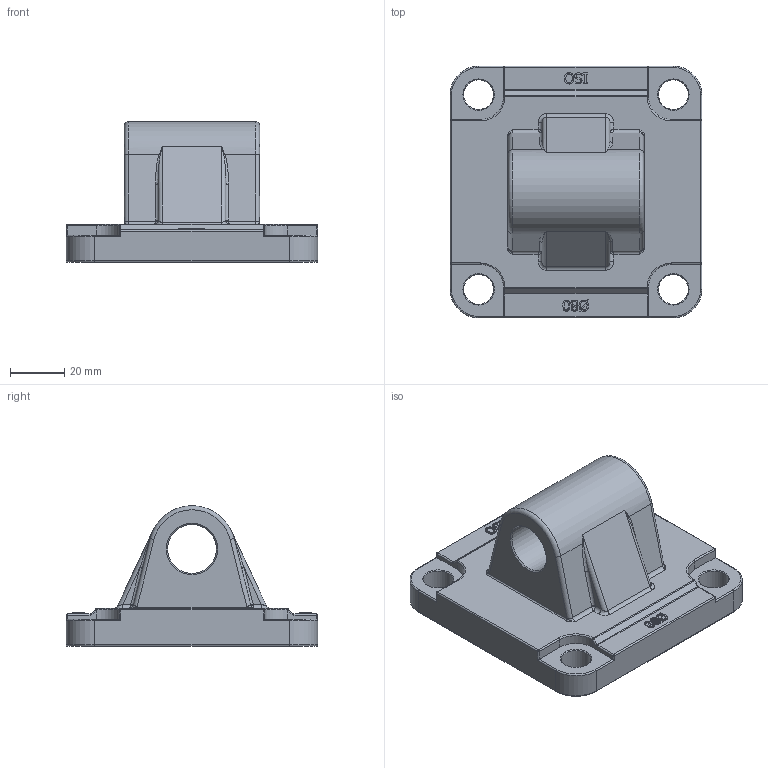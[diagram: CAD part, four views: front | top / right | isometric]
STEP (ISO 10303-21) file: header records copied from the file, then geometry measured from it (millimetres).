
FILE_DESCRIPTION((''),'2;1');
FILE_NAME('CMI080.stp','2014-12-18T16:22:54',('carlo.corazza'),(''),'Autodesk Inventor 2012','Autodesk Inventor 2012','');
FILE_SCHEMA(('AUTOMOTIVE_DESIGN { 1 0 10303 214 1 1 1 1 }'));
Length unit declared in the file: millimetre
Products named in the file (1): CMI080
Bounding box: 93 x 93 x 52 mm (x, y, z)
Volume: 142842 mm3; surface area: 32594.7 mm2
Topology: 1 solids, 1 shells, 386 faces, 969 edges, 593 vertices
Faces by surface type: plane 105, bspline 97, cylinder 83, cone 67, torus 22, sphere 12
Full cylindrical faces by diameter (mm): 11 x4, 18 x1, 45 x1
Entity records: 12345 total; most frequent: CARTESIAN_POINT 3607, ORIENTED_EDGE 1868, DIRECTION 1679, EDGE_CURVE 934, AXIS2_PLACEMENT_3D 617, VERTEX_POINT 589, VECTOR 445, LINE 445
